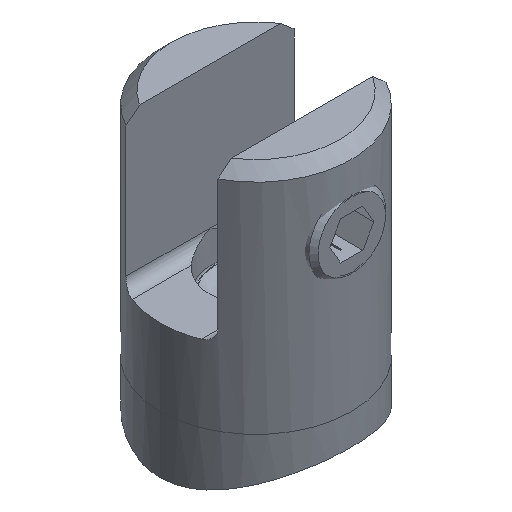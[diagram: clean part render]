
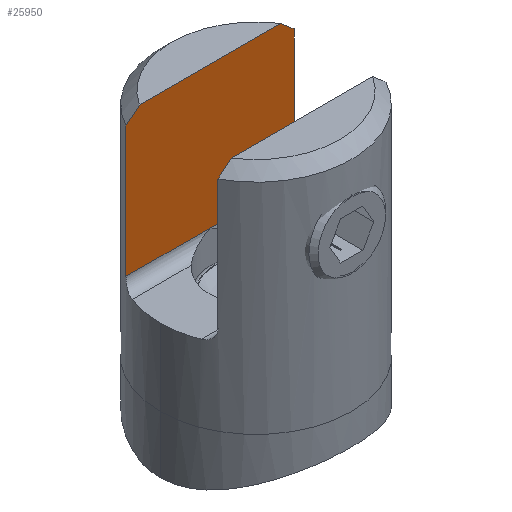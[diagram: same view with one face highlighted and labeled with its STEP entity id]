
A CAD part, isometric view. The second image highlights one B-rep face of the part: STEP entity #25950.
In plain terms, the highlighted planar face has unit normal (0, -1, 0).
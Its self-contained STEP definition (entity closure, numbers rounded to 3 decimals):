
#25 = DIRECTION ( 'NONE',  ( 0., 1., 0. ) ) ;
#655 = DIRECTION ( 'NONE',  ( -1., 0., 0. ) ) ;
#775 = VERTEX_POINT ( 'NONE', #16148 ) ;
#2586 = DIRECTION ( 'NONE',  ( 0., 0., 1. ) ) ;
#2683 = CARTESIAN_POINT ( 'NONE',  ( -10.966, 6., -3.5 ) ) ;
#2954 = ORIENTED_EDGE ( 'NONE', *, *, #24435, .T. ) ;
#3655 = CARTESIAN_POINT ( 'NONE',  ( 10.389, 6., 14.006 ) ) ;
#3881 = CARTESIAN_POINT ( 'NONE',  ( 9.22, 6., 15. ) ) ;
#5386 = VERTEX_POINT ( 'NONE', #31921 ) ;
#6012 = ORIENTED_EDGE ( 'NONE', *, *, #31693, .T. ) ;
#6240 = B_SPLINE_CURVE_WITH_KNOTS ( 'NONE', 3,
 ( #11353, #3655, #18934, #3881 ),
 .UNSPECIFIED., .F., .F.,
 ( 4, 4 ),
 ( 0.018, 0.02 ),
 .UNSPECIFIED. ) ;
#6860 = EDGE_CURVE ( 'NONE', #8041, #5386, #22487, .T. ) ;
#7162 = EDGE_CURVE ( 'NONE', #775, #8538, #24484, .T. ) ;
#7605 = CARTESIAN_POINT ( 'NONE',  ( -10.966, 6., -42.731 ) ) ;
#8041 = VERTEX_POINT ( 'NONE', #28095 ) ;
#8134 = AXIS2_PLACEMENT_3D ( 'NONE', #7605, #25, #2586 ) ;
#8538 = VERTEX_POINT ( 'NONE', #24954 ) ;
#9302 = VECTOR ( 'NONE', #655, 1000. ) ;
#10182 = CARTESIAN_POINT ( 'NONE',  ( -10.966, 6., 13.5 ) ) ;
#10472 = PLANE ( 'NONE',  #8134 ) ;
#11353 = CARTESIAN_POINT ( 'NONE',  ( 10.966, 6., 13.5 ) ) ;
#12704 = LINE ( 'NONE', #24152, #23517 ) ;
#12957 = CARTESIAN_POINT ( 'NONE',  ( -9.22, 6., 15. ) ) ;
#13024 = ORIENTED_EDGE ( 'NONE', *, *, #29377, .T. ) ;
#14164 = EDGE_LOOP ( 'NONE', ( #18159, #16209, #6012, #2954, #27274, #23044, #13024 ) ) ;
#14219 = EDGE_CURVE ( 'NONE', #16178, #775, #6240, .T. ) ;
#15261 = DIRECTION ( 'NONE',  ( 1., 0., 0. ) ) ;
#15991 = B_SPLINE_CURVE_WITH_KNOTS ( 'NONE', 3,
 ( #12957, #25463, #18216, #10182 ),
 .UNSPECIFIED., .F., .F.,
 ( 4, 4 ),
 ( 0.042, 0.044 ),
 .UNSPECIFIED. ) ;
#16148 = CARTESIAN_POINT ( 'NONE',  ( 9.22, 6., 15. ) ) ;
#16178 = VERTEX_POINT ( 'NONE', #19341 ) ;
#16209 = ORIENTED_EDGE ( 'NONE', *, *, #6860, .T. ) ;
#17826 = CARTESIAN_POINT ( 'NONE',  ( -10.966, 6., -3.5 ) ) ;
#17877 = LINE ( 'NONE', #29266, #31480 ) ;
#18127 = CARTESIAN_POINT ( 'NONE',  ( -10.966, 6., 13.5 ) ) ;
#18159 = ORIENTED_EDGE ( 'NONE', *, *, #23596, .F. ) ;
#18216 = CARTESIAN_POINT ( 'NONE',  ( -10.389, 6., 14.006 ) ) ;
#18934 = CARTESIAN_POINT ( 'NONE',  ( 9.808, 6., 14.507 ) ) ;
#19341 = CARTESIAN_POINT ( 'NONE',  ( 10.966, 6., 13.5 ) ) ;
#19547 = DIRECTION ( 'NONE',  ( 0., 0., 1. ) ) ;
#19606 = VERTEX_POINT ( 'NONE', #18127 ) ;
#20413 = VECTOR ( 'NONE', #31021, 1000. ) ;
#21486 = CARTESIAN_POINT ( 'NONE',  ( -10.966, 6., 15. ) ) ;
#22487 = LINE ( 'NONE', #17826, #24893 ) ;
#22706 = VERTEX_POINT ( 'NONE', #24339 ) ;
#23044 = ORIENTED_EDGE ( 'NONE', *, *, #7162, .T. ) ;
#23517 = VECTOR ( 'NONE', #19547, 1000. ) ;
#23596 = EDGE_CURVE ( 'NONE', #8041, #19606, #12704, .T. ) ;
#24152 = CARTESIAN_POINT ( 'NONE',  ( -10.966, 6., -42.731 ) ) ;
#24339 = CARTESIAN_POINT ( 'NONE',  ( 10.966, 6., -3.5 ) ) ;
#24435 = EDGE_CURVE ( 'NONE', #22706, #16178, #17877, .T. ) ;
#24484 = LINE ( 'NONE', #21486, #9302 ) ;
#24893 = VECTOR ( 'NONE', #15261, 1000. ) ;
#24954 = CARTESIAN_POINT ( 'NONE',  ( -9.22, 6., 15. ) ) ;
#25463 = CARTESIAN_POINT ( 'NONE',  ( -9.808, 6., 14.507 ) ) ;
#25950 = ADVANCED_FACE ( 'NONE', ( #29024 ), #10472, .F. ) ;
#27274 = ORIENTED_EDGE ( 'NONE', *, *, #14219, .T. ) ;
#28095 = CARTESIAN_POINT ( 'NONE',  ( -10.966, 6., -3.5 ) ) ;
#29024 = FACE_OUTER_BOUND ( 'NONE', #14164, .T. ) ;
#29052 = DIRECTION ( 'NONE',  ( 0., 0., 1. ) ) ;
#29266 = CARTESIAN_POINT ( 'NONE',  ( 10.966, 6., -42.731 ) ) ;
#29377 = EDGE_CURVE ( 'NONE', #8538, #19606, #15991, .T. ) ;
#31021 = DIRECTION ( 'NONE',  ( 1., 0., 0. ) ) ;
#31480 = VECTOR ( 'NONE', #29052, 1000. ) ;
#31693 = EDGE_CURVE ( 'NONE', #5386, #22706, #32434, .T. ) ;
#31921 = CARTESIAN_POINT ( 'NONE',  ( 0., 6., -3.5 ) ) ;
#32434 = LINE ( 'NONE', #2683, #20413 ) ;
